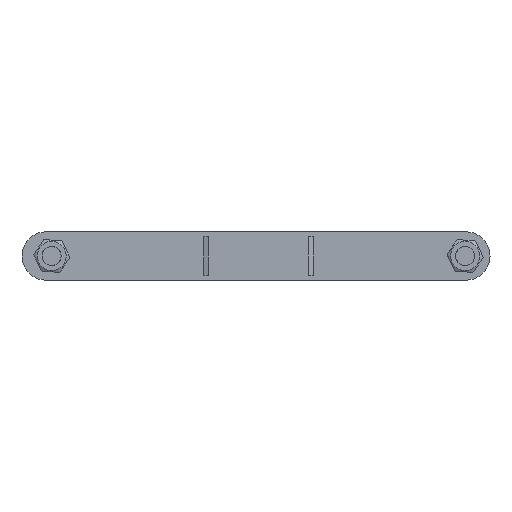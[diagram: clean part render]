
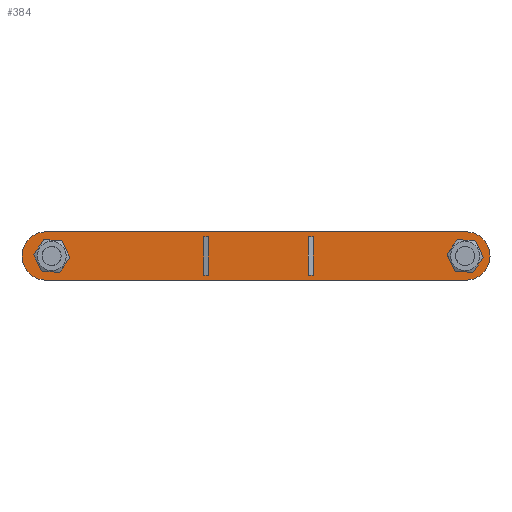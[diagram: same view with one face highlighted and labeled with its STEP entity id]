
A CAD part, front view. The second image highlights one B-rep face of the part: STEP entity #384.
In plain terms, the highlighted planar face has unit normal (0, -1, 0).
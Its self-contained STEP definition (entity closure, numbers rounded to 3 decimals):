
#384 = ADVANCED_FACE( '', ( #493, #494, #495, #496, #497 ), #498, .F. );
#493 = FACE_BOUND( '', #1648, .T. );
#494 = FACE_BOUND( '', #1649, .T. );
#495 = FACE_OUTER_BOUND( '', #1650, .T. );
#496 = FACE_BOUND( '', #1651, .T. );
#497 = FACE_BOUND( '', #1652, .T. );
#498 = PLANE( '', #1653 );
#1648 = EDGE_LOOP( '', ( #2150, #2151, #2152, #2153 ) );
#1649 = EDGE_LOOP( '', ( #2154, #2155, #2156, #2157 ) );
#1650 = EDGE_LOOP( '', ( #2158, #2159, #2160, #2161, #2162, #2163 ) );
#1651 = EDGE_LOOP( '', ( #2164 ) );
#1652 = EDGE_LOOP( '', ( #2165, #2166, #2167, #2168 ) );
#1653 = AXIS2_PLACEMENT_3D( '', #2169, #2170, #2171 );
#2150 = ORIENTED_EDGE( '', *, *, #2602, .F. );
#2151 = ORIENTED_EDGE( '', *, *, #2608, .T. );
#2152 = ORIENTED_EDGE( '', *, *, #2609, .T. );
#2153 = ORIENTED_EDGE( '', *, *, #2606, .F. );
#2154 = ORIENTED_EDGE( '', *, *, #2610, .F. );
#2155 = ORIENTED_EDGE( '', *, *, #2611, .F. );
#2156 = ORIENTED_EDGE( '', *, *, #2612, .T. );
#2157 = ORIENTED_EDGE( '', *, *, #2613, .T. );
#2158 = ORIENTED_EDGE( '', *, *, #2597, .F. );
#2159 = ORIENTED_EDGE( '', *, *, #2614, .F. );
#2160 = ORIENTED_EDGE( '', *, *, #2615, .F. );
#2161 = ORIENTED_EDGE( '', *, *, #2616, .F. );
#2162 = ORIENTED_EDGE( '', *, *, #2617, .F. );
#2163 = ORIENTED_EDGE( '', *, *, #2618, .F. );
#2164 = ORIENTED_EDGE( '', *, *, #2619, .T. );
#2165 = ORIENTED_EDGE( '', *, *, #2620, .F. );
#2166 = ORIENTED_EDGE( '', *, *, #2621, .F. );
#2167 = ORIENTED_EDGE( '', *, *, #2622, .F. );
#2168 = ORIENTED_EDGE( '', *, *, #2623, .F. );
#2169 = CARTESIAN_POINT( '', ( -175., 70.81, 0. ) );
#2170 = DIRECTION( '', ( 0., 1., 0. ) );
#2171 = DIRECTION( '', ( 0., 0., 1. ) );
#2597 = EDGE_CURVE( '', #2795, #2797, #2798, .T. );
#2602 = EDGE_CURVE( '', #2805, #2801, #2807, .T. );
#2606 = EDGE_CURVE( '', #2801, #2813, #2814, .T. );
#2608 = EDGE_CURVE( '', #2805, #2816, #2817, .T. );
#2609 = EDGE_CURVE( '', #2816, #2813, #2818, .T. );
#2610 = EDGE_CURVE( '', #2819, #2820, #2821, .T. );
#2611 = EDGE_CURVE( '', #2822, #2819, #2823, .T. );
#2612 = EDGE_CURVE( '', #2822, #2824, #2825, .T. );
#2613 = EDGE_CURVE( '', #2824, #2820, #2826, .T. );
#2614 = EDGE_CURVE( '', #2827, #2795, #2828, .T. );
#2615 = EDGE_CURVE( '', #2829, #2827, #2830, .T. );
#2616 = EDGE_CURVE( '', #2831, #2829, #2832, .T. );
#2617 = EDGE_CURVE( '', #2833, #2831, #2834, .T. );
#2618 = EDGE_CURVE( '', #2797, #2833, #2835, .T. );
#2619 = EDGE_CURVE( '', #2836, #2836, #2837, .T. );
#2620 = EDGE_CURVE( '', #2838, #2839, #2840, .T. );
#2621 = EDGE_CURVE( '', #2841, #2838, #2842, .T. );
#2622 = EDGE_CURVE( '', #2843, #2841, #2844, .T. );
#2623 = EDGE_CURVE( '', #2839, #2843, #2845, .T. );
#2795 = VERTEX_POINT( '', #3613 );
#2797 = VERTEX_POINT( '', #3616 );
#2798 = CIRCLE( '', #3617, 20. );
#2801 = VERTEX_POINT( '', #3621 );
#2805 = VERTEX_POINT( '', #3627 );
#2807 = LINE( '', #3630, #3631 );
#2813 = VERTEX_POINT( '', #3640 );
#2814 = LINE( '', #3641, #3642 );
#2816 = VERTEX_POINT( '', #3645 );
#2817 = LINE( '', #3646, #3647 );
#2818 = LINE( '', #3648, #3649 );
#2819 = VERTEX_POINT( '', #3650 );
#2820 = VERTEX_POINT( '', #3651 );
#2821 = LINE( '', #3652, #3653 );
#2822 = VERTEX_POINT( '', #3654 );
#2823 = LINE( '', #3655, #3656 );
#2824 = VERTEX_POINT( '', #3657 );
#2825 = LINE( '', #3658, #3659 );
#2826 = LINE( '', #3660, #3661 );
#2827 = VERTEX_POINT( '', #3662 );
#2828 = CIRCLE( '', #3663, 20. );
#2829 = VERTEX_POINT( '', #3664 );
#2830 = LINE( '', #3665, #3666 );
#2831 = VERTEX_POINT( '', #3667 );
#2832 = CIRCLE( '', #3668, 20. );
#2833 = VERTEX_POINT( '', #3669 );
#2834 = CIRCLE( '', #3670, 20. );
#2835 = LINE( '', #3671, #3672 );
#2836 = VERTEX_POINT( '', #3673 );
#2837 = CIRCLE( '', #3674, 8.9 );
#2838 = VERTEX_POINT( '', #3675 );
#2839 = VERTEX_POINT( '', #3676 );
#2840 = CIRCLE( '', #3677, 8. );
#2841 = VERTEX_POINT( '', #3678 );
#2842 = LINE( '', #3679, #3680 );
#2843 = VERTEX_POINT( '', #3681 );
#2844 = CIRCLE( '', #3682, 8. );
#2845 = LINE( '', #3683, #3684 );
#3613 = CARTESIAN_POINT( '', ( -195., 70.81, 0. ) );
#3616 = CARTESIAN_POINT( '', ( -175., 70.81, 20. ) );
#3617 = AXIS2_PLACEMENT_3D( '', #4075, #4076, #4077 );
#3621 = CARTESIAN_POINT( '', ( 45.2, 70.81, 16. ) );
#3627 = CARTESIAN_POINT( '', ( 45.2, 70.81, -16. ) );
#3630 = CARTESIAN_POINT( '', ( 45.2, 70.81, -16. ) );
#3631 = VECTOR( '', #4082, 1000. );
#3640 = CARTESIAN_POINT( '', ( 41.2, 70.81, 16. ) );
#3641 = CARTESIAN_POINT( '', ( 45.2, 70.81, 16. ) );
#3642 = VECTOR( '', #4086, 1000. );
#3645 = CARTESIAN_POINT( '', ( 41.2, 70.81, -16. ) );
#3646 = CARTESIAN_POINT( '', ( 45.2, 70.81, -16. ) );
#3647 = VECTOR( '', #4088, 1000. );
#3648 = CARTESIAN_POINT( '', ( 41.2, 70.81, -16. ) );
#3649 = VECTOR( '', #4089, 1000. );
#3650 = CARTESIAN_POINT( '', ( -41.2, 70.81, -16. ) );
#3651 = CARTESIAN_POINT( '', ( -41.2, 70.81, 16. ) );
#3652 = CARTESIAN_POINT( '', ( -41.2, 70.81, -16. ) );
#3653 = VECTOR( '', #4090, 1000. );
#3654 = CARTESIAN_POINT( '', ( -45.2, 70.81, -16. ) );
#3655 = CARTESIAN_POINT( '', ( -45.2, 70.81, -16. ) );
#3656 = VECTOR( '', #4091, 1000. );
#3657 = CARTESIAN_POINT( '', ( -45.2, 70.81, 16. ) );
#3658 = CARTESIAN_POINT( '', ( -45.2, 70.81, -16. ) );
#3659 = VECTOR( '', #4092, 1000. );
#3660 = CARTESIAN_POINT( '', ( -45.2, 70.81, 16. ) );
#3661 = VECTOR( '', #4093, 1000. );
#3662 = CARTESIAN_POINT( '', ( -175., 70.81, -20. ) );
#3663 = AXIS2_PLACEMENT_3D( '', #4094, #4095, #4096 );
#3664 = CARTESIAN_POINT( '', ( 171., 70.81, -20. ) );
#3665 = CARTESIAN_POINT( '', ( 171., 70.81, -20. ) );
#3666 = VECTOR( '', #4097, 1000. );
#3667 = CARTESIAN_POINT( '', ( 191., 70.81, 0. ) );
#3668 = AXIS2_PLACEMENT_3D( '', #4098, #4099, #4100 );
#3669 = CARTESIAN_POINT( '', ( 171., 70.81, 20. ) );
#3670 = AXIS2_PLACEMENT_3D( '', #4101, #4102, #4103 );
#3671 = CARTESIAN_POINT( '', ( -175., 70.81, 20. ) );
#3672 = VECTOR( '', #4104, 1000. );
#3673 = CARTESIAN_POINT( '', ( 179.4, 70.81, 0. ) );
#3674 = AXIS2_PLACEMENT_3D( '', #4105, #4106, #4107 );
#3675 = CARTESIAN_POINT( '', ( -174.5, 70.81, 8. ) );
#3676 = CARTESIAN_POINT( '', ( -174.5, 70.81, -8. ) );
#3677 = AXIS2_PLACEMENT_3D( '', #4108, #4109, #4110 );
#3678 = CARTESIAN_POINT( '', ( -166.5, 70.81, 8. ) );
#3679 = CARTESIAN_POINT( '', ( -166.5, 70.81, 8. ) );
#3680 = VECTOR( '', #4111, 1000. );
#3681 = CARTESIAN_POINT( '', ( -166.5, 70.81, -8. ) );
#3682 = AXIS2_PLACEMENT_3D( '', #4112, #4113, #4114 );
#3683 = CARTESIAN_POINT( '', ( -174.5, 70.81, -8. ) );
#3684 = VECTOR( '', #4115, 1000. );
#4075 = CARTESIAN_POINT( '', ( -175., 70.81, 0. ) );
#4076 = DIRECTION( '', ( 0., 1., 0. ) );
#4077 = DIRECTION( '', ( -1., 0., 0. ) );
#4082 = DIRECTION( '', ( 0., 0., 1. ) );
#4086 = DIRECTION( '', ( -1., 0., 0. ) );
#4088 = DIRECTION( '', ( -1., 0., 0. ) );
#4089 = DIRECTION( '', ( 0., 0., 1. ) );
#4090 = DIRECTION( '', ( 0., 0., 1. ) );
#4091 = DIRECTION( '', ( 1., 0., 0. ) );
#4092 = DIRECTION( '', ( 0., 0., 1. ) );
#4093 = DIRECTION( '', ( 1., 0., 0. ) );
#4094 = CARTESIAN_POINT( '', ( -175., 70.81, 0. ) );
#4095 = DIRECTION( '', ( 0., 1., 0. ) );
#4096 = DIRECTION( '', ( 0., 0., -1. ) );
#4097 = DIRECTION( '', ( -1., 0., 0. ) );
#4098 = CARTESIAN_POINT( '', ( 171., 70.81, 0. ) );
#4099 = DIRECTION( '', ( 0., 1., 0. ) );
#4100 = DIRECTION( '', ( 1., 0., 0. ) );
#4101 = CARTESIAN_POINT( '', ( 171., 70.81, 0. ) );
#4102 = DIRECTION( '', ( 0., 1., 0. ) );
#4103 = DIRECTION( '', ( 0., 0., 1. ) );
#4104 = DIRECTION( '', ( 1., 0., 0. ) );
#4105 = CARTESIAN_POINT( '', ( 170.5, 70.81, 0. ) );
#4106 = DIRECTION( '', ( 0., 1., 0. ) );
#4107 = DIRECTION( '', ( 1., 0., 0. ) );
#4108 = CARTESIAN_POINT( '', ( -174.5, 70.81, 0. ) );
#4109 = DIRECTION( '', ( 0., -1., 0. ) );
#4110 = DIRECTION( '', ( 0., 0., 1. ) );
#4111 = DIRECTION( '', ( -1., 0., 0. ) );
#4112 = CARTESIAN_POINT( '', ( -166.5, 70.81, 0. ) );
#4113 = DIRECTION( '', ( 0., -1., 0. ) );
#4114 = DIRECTION( '', ( 0., 0., -1. ) );
#4115 = DIRECTION( '', ( 1., 0., 0. ) );
